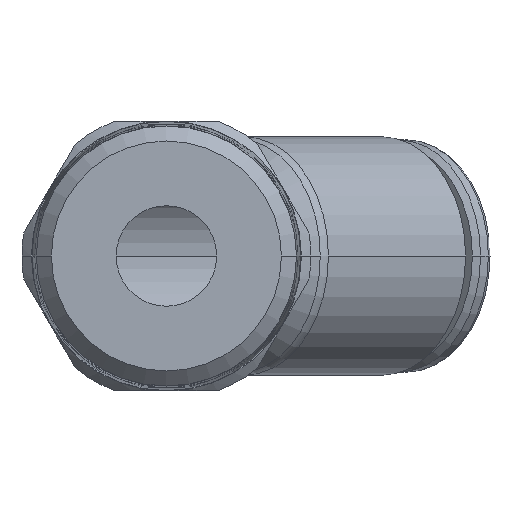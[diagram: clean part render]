
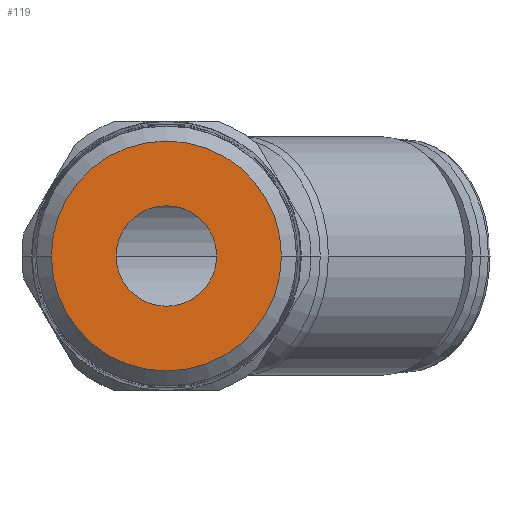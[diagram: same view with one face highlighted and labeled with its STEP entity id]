
A CAD part, front view. The second image highlights one B-rep face of the part: STEP entity #119.
In plain terms, the highlighted planar face has unit normal (0, -1, 0).
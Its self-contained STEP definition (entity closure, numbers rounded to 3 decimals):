
#119=ADVANCED_FACE('',(#275,#276),#277,.T.);
#275=FACE_BOUND('',#432,.T.);
#276=FACE_OUTER_BOUND('',#433,.T.);
#277=PLANE('',#434);
#432=EDGE_LOOP('',(#998,#999));
#433=EDGE_LOOP('',(#1000,#1001));
#434=AXIS2_PLACEMENT_3D('',#1002,#1003,#1004);
#998=ORIENTED_EDGE('',*,*,#1093,.T.);
#999=ORIENTED_EDGE('',*,*,#1098,.T.);
#1000=ORIENTED_EDGE('',*,*,#1010,.F.);
#1001=ORIENTED_EDGE('',*,*,#1178,.F.);
#1002=CARTESIAN_POINT('',(4.58,-11.8,0.0));
#1003=DIRECTION('',(-0.0,-1.0,-0.0));
#1004=DIRECTION('',(-1.0,0.0,0.0));
#1010=EDGE_CURVE('',#1187,#1190,#1191,.T.);
#1093=EDGE_CURVE('',#1337,#1341,#1343,.T.);
#1098=EDGE_CURVE('',#1341,#1337,#1349,.T.);
#1178=EDGE_CURVE('',#1190,#1187,#1461,.T.);
#1187=VERTEX_POINT('',#1472);
#1190=VERTEX_POINT('',#1476);
#1191=CIRCLE('',#1477,9.159);
#1337=VERTEX_POINT('',#1712);
#1341=VERTEX_POINT('',#1717);
#1343=CIRCLE('',#1720,4.0);
#1349=CIRCLE('',#1726,4.0);
#1461=CIRCLE('',#2085,9.159);
#1472=CARTESIAN_POINT('',(9.159,-11.8,0.0));
#1476=CARTESIAN_POINT('',(-9.159,-11.8,0.));
#1477=AXIS2_PLACEMENT_3D('',#2095,#2096,#2097);
#1712=CARTESIAN_POINT('',(4.0,-11.8,0.0));
#1717=CARTESIAN_POINT('',(-4.0,-11.8,0.));
#1720=AXIS2_PLACEMENT_3D('',#2269,#2270,#2271);
#1726=AXIS2_PLACEMENT_3D('',#2284,#2285,#2286);
#2085=AXIS2_PLACEMENT_3D('',#2441,#2442,#2443);
#2095=CARTESIAN_POINT('',(0.0,-11.8,0.0));
#2096=DIRECTION('',(-0.0,1.0,0.0));
#2097=DIRECTION('',(1.0,0.0,0.0));
#2269=CARTESIAN_POINT('',(0.0,-11.8,0.0));
#2270=DIRECTION('',(-0.0,1.0,0.0));
#2271=DIRECTION('',(1.0,0.0,0.0));
#2284=CARTESIAN_POINT('',(0.0,-11.8,0.0));
#2285=DIRECTION('',(-0.0,1.0,0.0));
#2286=DIRECTION('',(1.0,0.0,0.0));
#2441=CARTESIAN_POINT('',(0.0,-11.8,0.0));
#2442=DIRECTION('',(-0.0,1.0,0.0));
#2443=DIRECTION('',(1.0,0.0,0.0));
